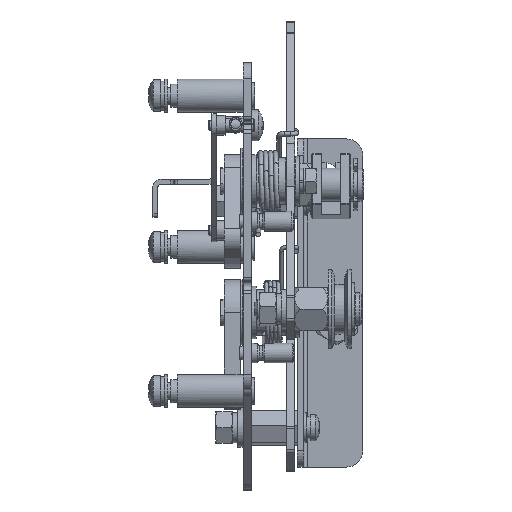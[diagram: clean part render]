
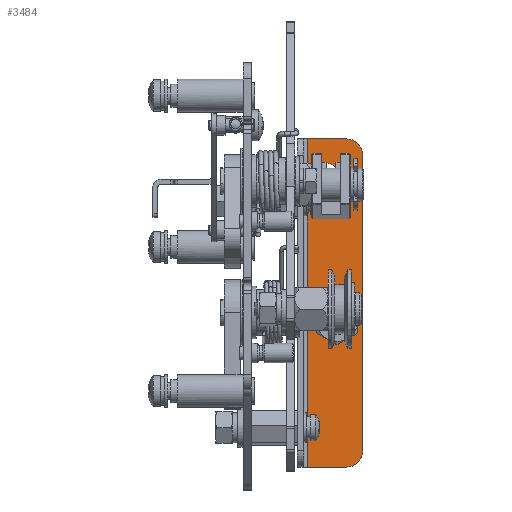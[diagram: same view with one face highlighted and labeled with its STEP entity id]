
A CAD part, top view. The second image highlights one B-rep face of the part: STEP entity #3484.
In plain terms, the highlighted planar face has unit normal (0, 0, 1).
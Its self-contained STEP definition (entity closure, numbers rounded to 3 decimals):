
#2414=FACE_BOUND('',#6066,.T.);
#2415=FACE_BOUND('',#6067,.T.);
#2416=FACE_BOUND('',#6068,.T.);
#2417=FACE_BOUND('',#6069,.T.);
#3484=ADVANCED_FACE('',(#2414,#2415,#2416,#2417),#4137,.T.);
#4137=PLANE('',#19055);
#6066=EDGE_LOOP('',(#10891));
#6067=EDGE_LOOP('',(#10892,#10893,#10894,#10895,#10896,#10897));
#6068=EDGE_LOOP('',(#10898));
#6069=EDGE_LOOP('',(#10899,#10900,#10901,#10902));
#7208=CIRCLE('',#19049,4.);
#7209=CIRCLE('',#19050,5.);
#7210=CIRCLE('',#19051,5.);
#7211=CIRCLE('',#19052,3.1);
#7212=CIRCLE('',#19053,4.05);
#7213=CIRCLE('',#19054,6.15);
#10891=ORIENTED_EDGE('',*,*,#15140,.F.);
#10892=ORIENTED_EDGE('',*,*,#15141,.F.);
#10893=ORIENTED_EDGE('',*,*,#15142,.T.);
#10894=ORIENTED_EDGE('',*,*,#15143,.F.);
#10895=ORIENTED_EDGE('',*,*,#15144,.T.);
#10896=ORIENTED_EDGE('',*,*,#15145,.T.);
#10897=ORIENTED_EDGE('',*,*,#15146,.T.);
#10898=ORIENTED_EDGE('',*,*,#15147,.T.);
#10899=ORIENTED_EDGE('',*,*,#15148,.T.);
#10900=ORIENTED_EDGE('',*,*,#15149,.T.);
#10901=ORIENTED_EDGE('',*,*,#15150,.F.);
#10902=ORIENTED_EDGE('',*,*,#15151,.F.);
#13059=VERTEX_POINT('',#35751);
#13060=VERTEX_POINT('',#35753);
#13061=VERTEX_POINT('',#35754);
#13062=VERTEX_POINT('',#35756);
#13063=VERTEX_POINT('',#35758);
#13064=VERTEX_POINT('',#35760);
#13065=VERTEX_POINT('',#35762);
#13066=VERTEX_POINT('',#35765);
#13067=VERTEX_POINT('',#35767);
#13068=VERTEX_POINT('',#35768);
#13069=VERTEX_POINT('',#35770);
#13070=VERTEX_POINT('',#35772);
#15140=EDGE_CURVE('',#13059,#13059,#7208,.T.);
#15141=EDGE_CURVE('',#13060,#13061,#16361,.T.);
#15142=EDGE_CURVE('',#13060,#13062,#7209,.T.);
#15143=EDGE_CURVE('',#13063,#13062,#16362,.T.);
#15144=EDGE_CURVE('',#13063,#13064,#7210,.T.);
#15145=EDGE_CURVE('',#13064,#13065,#16363,.T.);
#15146=EDGE_CURVE('',#13065,#13061,#16364,.T.);
#15147=EDGE_CURVE('',#13066,#13066,#7211,.T.);
#15148=EDGE_CURVE('',#13067,#13068,#7212,.T.);
#15149=EDGE_CURVE('',#13068,#13069,#16365,.T.);
#15150=EDGE_CURVE('',#13070,#13069,#7213,.T.);
#15151=EDGE_CURVE('',#13067,#13070,#16366,.T.);
#16361=LINE('',#35752,#17294);
#16362=LINE('',#35757,#17295);
#16363=LINE('',#35761,#17296);
#16364=LINE('',#35763,#17297);
#16365=LINE('',#35769,#17298);
#16366=LINE('',#35773,#17299);
#17294=VECTOR('',#23479,1.);
#17295=VECTOR('',#23482,1.);
#17296=VECTOR('',#23485,1.);
#17297=VECTOR('',#23486,1.);
#17298=VECTOR('',#23491,1.);
#17299=VECTOR('',#23494,1.);
#19049=AXIS2_PLACEMENT_3D('',#35750,#23477,#23478);
#19050=AXIS2_PLACEMENT_3D('',#35755,#23480,#23481);
#19051=AXIS2_PLACEMENT_3D('',#35759,#23483,#23484);
#19052=AXIS2_PLACEMENT_3D('',#35764,#23487,#23488);
#19053=AXIS2_PLACEMENT_3D('',#35766,#23489,#23490);
#19054=AXIS2_PLACEMENT_3D('',#35771,#23492,#23493);
#19055=AXIS2_PLACEMENT_3D('',#35774,#23495,#23496);
#23477=DIRECTION('',(0.,0.,1.));
#23478=DIRECTION('',(1.,0.,0.));
#23479=DIRECTION('',(-1.,0.,0.));
#23480=DIRECTION('',(0.,0.,1.));
#23481=DIRECTION('',(0.,-1.,0.));
#23482=DIRECTION('',(0.,-1.,0.));
#23483=DIRECTION('',(0.,0.,1.));
#23484=DIRECTION('',(0.,-1.,0.));
#23485=DIRECTION('',(-1.,0.,0.));
#23486=DIRECTION('',(0.,-1.,0.));
#23487=DIRECTION('',(0.,0.,-1.));
#23488=DIRECTION('',(0.,1.,0.));
#23489=DIRECTION('',(0.,0.,1.));
#23490=DIRECTION('',(0.,-1.,0.));
#23491=DIRECTION('',(-1.,0.,0.));
#23492=DIRECTION('',(0.,0.,1.));
#23493=DIRECTION('',(0.,-1.,0.));
#23494=DIRECTION('',(-1.,0.,0.));
#23495=DIRECTION('',(0.,0.,1.));
#23496=DIRECTION('',(0.,-1.,0.));
#35750=CARTESIAN_POINT('',(195.074,535.916,173.8));
#35751=CARTESIAN_POINT('',(199.074,535.916,173.8));
#35752=CARTESIAN_POINT('',(192.974,491.416,173.8));
#35753=CARTESIAN_POINT('',(197.974,491.416,173.8));
#35754=CARTESIAN_POINT('',(185.974,491.416,173.8));
#35755=CARTESIAN_POINT('',(197.974,496.416,173.8));
#35756=CARTESIAN_POINT('',(202.974,496.416,173.8));
#35757=CARTESIAN_POINT('',(202.974,561.416,173.8));
#35758=CARTESIAN_POINT('',(202.974,586.416,173.8));
#35759=CARTESIAN_POINT('',(197.974,586.416,173.8));
#35760=CARTESIAN_POINT('',(197.974,591.416,173.8));
#35761=CARTESIAN_POINT('',(192.974,591.416,173.8));
#35762=CARTESIAN_POINT('',(185.974,591.416,173.8));
#35763=CARTESIAN_POINT('',(185.974,491.416,173.8));
#35764=CARTESIAN_POINT('',(191.974,580.916,173.8));
#35765=CARTESIAN_POINT('',(191.974,584.016,173.8));
#35766=CARTESIAN_POINT('',(195.074,535.916,173.8));
#35767=CARTESIAN_POINT('',(191.124,535.021,173.8));
#35768=CARTESIAN_POINT('',(191.027,536.087,173.8));
#35769=CARTESIAN_POINT('',(191.524,536.087,173.8));
#35770=CARTESIAN_POINT('',(188.926,536.087,173.8));
#35771=CARTESIAN_POINT('',(195.074,535.916,173.8));
#35772=CARTESIAN_POINT('',(188.989,535.021,173.8));
#35773=CARTESIAN_POINT('',(191.524,535.021,173.8));
#35774=CARTESIAN_POINT('',(192.974,561.416,173.8));
